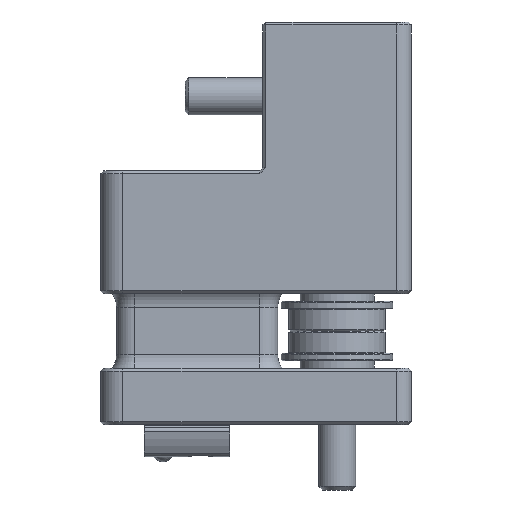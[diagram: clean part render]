
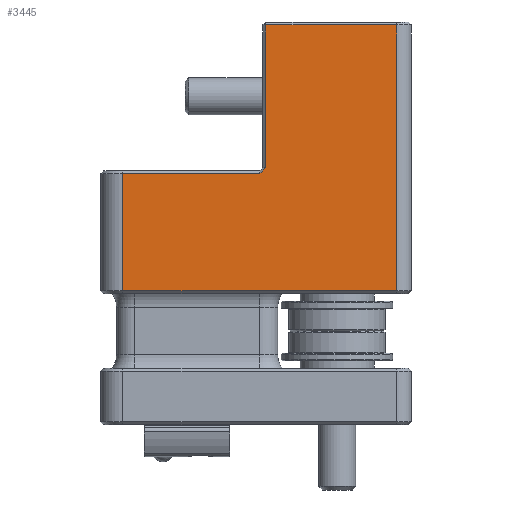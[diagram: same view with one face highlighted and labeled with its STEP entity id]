
A CAD part, left-side view. The second image highlights one B-rep face of the part: STEP entity #3445.
In plain terms, the highlighted planar face has unit normal (-1, 0, 0).
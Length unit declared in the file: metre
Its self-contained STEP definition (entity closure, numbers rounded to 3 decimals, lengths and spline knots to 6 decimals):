
#180=LINE('',#5962,#380);
#181=LINE('',#5965,#381);
#182=LINE('',#5967,#382);
#183=LINE('',#5969,#383);
#184=LINE('',#5971,#384);
#185=LINE('',#5973,#385);
#186=LINE('',#5975,#386);
#380=VECTOR('',#4805,1.);
#381=VECTOR('',#4806,1.);
#382=VECTOR('',#4807,1.);
#383=VECTOR('',#4808,1.);
#384=VECTOR('',#4809,1.);
#385=VECTOR('',#4810,1.);
#386=VECTOR('',#4811,1.);
#1233=ORIENTED_EDGE('',*,*,#1855,.T.);
#1234=ORIENTED_EDGE('',*,*,#1856,.T.);
#1235=ORIENTED_EDGE('',*,*,#1857,.T.);
#1236=ORIENTED_EDGE('',*,*,#1858,.T.);
#1237=ORIENTED_EDGE('',*,*,#1859,.T.);
#1238=ORIENTED_EDGE('',*,*,#1860,.F.);
#1239=ORIENTED_EDGE('',*,*,#1861,.T.);
#1855=EDGE_CURVE('',#2217,#2218,#180,.T.);
#1856=EDGE_CURVE('',#2218,#2219,#181,.T.);
#1857=EDGE_CURVE('',#2219,#2220,#182,.F.);
#1858=EDGE_CURVE('',#2220,#2221,#183,.T.);
#1859=EDGE_CURVE('',#2221,#2222,#184,.T.);
#1860=EDGE_CURVE('',#2223,#2222,#185,.T.);
#1861=EDGE_CURVE('',#2223,#2217,#186,.T.);
#2217=VERTEX_POINT('',#5963);
#2218=VERTEX_POINT('',#5964);
#2219=VERTEX_POINT('',#5966);
#2220=VERTEX_POINT('',#5968);
#2221=VERTEX_POINT('',#5970);
#2222=VERTEX_POINT('',#5972);
#2223=VERTEX_POINT('',#5974);
#2755=EDGE_LOOP('',(#1233,#1234,#1235,#1236,#1237,#1238,#1239));
#3082=FACE_BOUND('',#2755,.T.);
#3247=PLANE('',#3929);
#3445=ADVANCED_FACE('',(#3082),#3247,.F.);
#3929=AXIS2_PLACEMENT_3D('',#5961,#4803,#4804);
#4803=DIRECTION('',(1.,0.,0.));
#4804=DIRECTION('',(0.,0.,-1.));
#4805=DIRECTION('',(0.,0.,-1.));
#4806=DIRECTION('',(0.,-1.,0.));
#4807=DIRECTION('',(0.,0.,-1.));
#4808=DIRECTION('',(0.,1.,0.));
#4809=DIRECTION('',(0.,0.,-1.));
#4810=DIRECTION('',(0.,-0.707,0.707));
#4811=DIRECTION('',(0.,1.,0.));
#5961=CARTESIAN_POINT('',(0.,0.022024,0.0542));
#5962=CARTESIAN_POINT('',(0.,0.038851,0.0542));
#5963=CARTESIAN_POINT('',(0.,0.038851,0.0338));
#5964=CARTESIAN_POINT('',(0.,0.038851,0.018));
#5965=CARTESIAN_POINT('',(0.,0.022024,0.018));
#5966=CARTESIAN_POINT('',(0.,0.002,0.018));
#5967=CARTESIAN_POINT('',(0.,0.002,0.0542));
#5968=CARTESIAN_POINT('',(0.,0.002,0.0538));
#5969=CARTESIAN_POINT('',(0.,0.02,0.0538));
#5970=CARTESIAN_POINT('',(0.,0.0196,0.0538));
#5971=CARTESIAN_POINT('',(0.,0.0196,0.0342));
#5972=CARTESIAN_POINT('',(0.,0.0196,0.0346));
#5973=CARTESIAN_POINT('',(0.,0.0196,0.0346));
#5974=CARTESIAN_POINT('',(0.,0.0204,0.0338));
#5975=CARTESIAN_POINT('',(0.,0.038851,0.0338));
